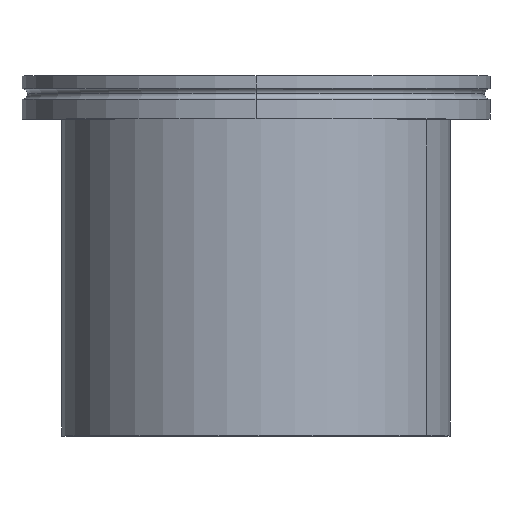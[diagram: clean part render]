
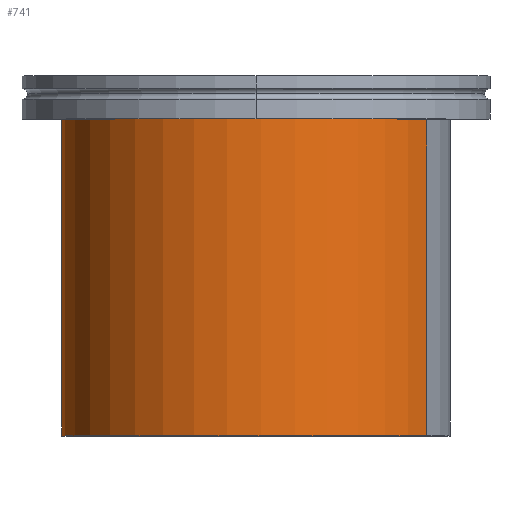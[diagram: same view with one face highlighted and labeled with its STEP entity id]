
A CAD part, top view. The second image highlights one B-rep face of the part: STEP entity #741.
In plain terms, the highlighted cylindrical face has radius 54 mm (diameter 108 mm), a partial arc.
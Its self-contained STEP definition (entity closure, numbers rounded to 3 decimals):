
#59 = CYLINDRICAL_SURFACE ( 'NONE', #808, 54. ) ;
#114 = CARTESIAN_POINT ( 'NONE',  ( 0., 0., 0. ) ) ;
#219 = ORIENTED_EDGE ( 'NONE', *, *, #579, .T. ) ;
#222 = ORIENTED_EDGE ( 'NONE', *, *, #398, .F. ) ;
#232 = AXIS2_PLACEMENT_3D ( 'NONE', #326, #322, #801 ) ;
#233 = DIRECTION ( 'NONE',  ( 0., 0., -1. ) ) ;
#289 = CARTESIAN_POINT ( 'NONE',  ( 54., 0., 92.5 ) ) ;
#322 = DIRECTION ( 'NONE',  ( 0., 0., 1. ) ) ;
#326 = CARTESIAN_POINT ( 'NONE',  ( 0., 0., 92.5 ) ) ;
#328 = VERTEX_POINT ( 'NONE', #512 ) ;
#353 = VERTEX_POINT ( 'NONE', #367 ) ;
#358 = VECTOR ( 'NONE', #767, 1000. ) ;
#367 = CARTESIAN_POINT ( 'NONE',  ( 54., 0., 0. ) ) ;
#398 = EDGE_CURVE ( 'NONE', #401, #909, #419, .T. ) ;
#401 = VERTEX_POINT ( 'NONE', #874 ) ;
#407 = CARTESIAN_POINT ( 'NONE',  ( 54., 0., 92.5 ) ) ;
#419 = CIRCLE ( 'NONE', #232, 54. ) ;
#422 = DIRECTION ( 'NONE',  ( 0., 0., -1. ) ) ;
#486 = EDGE_CURVE ( 'NONE', #328, #353, #820, .T. ) ;
#512 = CARTESIAN_POINT ( 'NONE',  ( -54., 0., 0. ) ) ;
#554 = VECTOR ( 'NONE', #422, 1000. ) ;
#579 = EDGE_CURVE ( 'NONE', #401, #328, #885, .T. ) ;
#585 = DIRECTION ( 'NONE',  ( -1., 0., 0. ) ) ;
#615 = EDGE_CURVE ( 'NONE', #909, #353, #658, .T. ) ;
#617 = ORIENTED_EDGE ( 'NONE', *, *, #615, .F. ) ;
#639 = AXIS2_PLACEMENT_3D ( 'NONE', #114, #894, #898 ) ;
#650 = ORIENTED_EDGE ( 'NONE', *, *, #486, .T. ) ;
#658 = LINE ( 'NONE', #289, #358 ) ;
#679 = CARTESIAN_POINT ( 'NONE',  ( -54., 0., 92.5 ) ) ;
#725 = CARTESIAN_POINT ( 'NONE',  ( 0., 0., 92.5 ) ) ;
#741 = ADVANCED_FACE ( 'NONE', ( #840 ), #59, .T. ) ;
#767 = DIRECTION ( 'NONE',  ( 0., 0., -1. ) ) ;
#801 = DIRECTION ( 'NONE',  ( 1., 0., 0. ) ) ;
#808 = AXIS2_PLACEMENT_3D ( 'NONE', #725, #233, #585 ) ;
#820 = CIRCLE ( 'NONE', #639, 54. ) ;
#840 = FACE_OUTER_BOUND ( 'NONE', #872, .T. ) ;
#872 = EDGE_LOOP ( 'NONE', ( #617, #222, #219, #650 ) ) ;
#874 = CARTESIAN_POINT ( 'NONE',  ( -54., 0., 92.5 ) ) ;
#885 = LINE ( 'NONE', #679, #554 ) ;
#894 = DIRECTION ( 'NONE',  ( 0., 0., 1. ) ) ;
#898 = DIRECTION ( 'NONE',  ( 1., 0., 0. ) ) ;
#909 = VERTEX_POINT ( 'NONE', #407 ) ;
